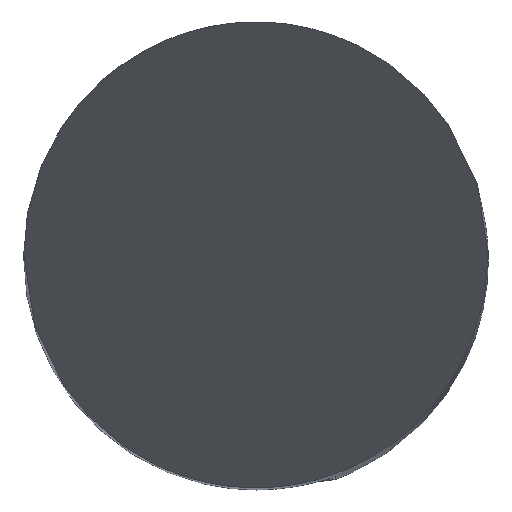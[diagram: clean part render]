
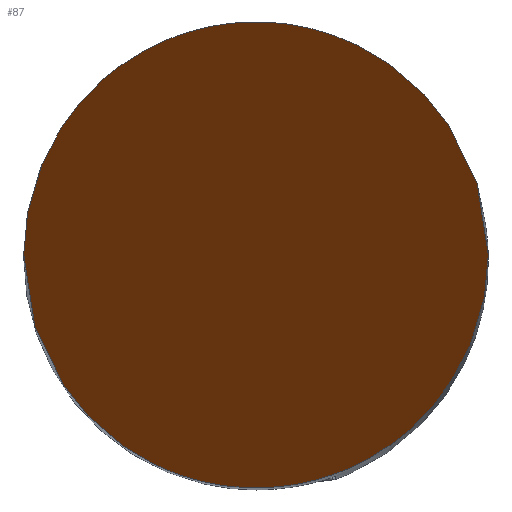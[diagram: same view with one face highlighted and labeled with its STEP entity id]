
A CAD part, top view. The second image highlights one B-rep face of the part: STEP entity #87.
In plain terms, the highlighted planar face has unit normal (0, -0.866, 0.5).
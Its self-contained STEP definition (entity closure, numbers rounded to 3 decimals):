
#67=PLANE('',#579);
#87=ADVANCED_FACE('',(#124),#67,.T.);
#124=FACE_OUTER_BOUND('',#153,.T.);
#153=EDGE_LOOP('',(#315,#316));
#315=ORIENTED_EDGE('',*,*,#465,.T.);
#316=ORIENTED_EDGE('',*,*,#456,.T.);
#405=VERTEX_POINT('',#903);
#406=VERTEX_POINT('',#904);
#456=EDGE_CURVE('',#405,#406,#517,.T.);
#465=EDGE_CURVE('',#406,#405,#520,.T.);
#517=(
BOUNDED_CURVE()
B_SPLINE_CURVE(3,(#899,#900,#901,#902),.UNSPECIFIED.,.F.,.F.)
B_SPLINE_CURVE_WITH_KNOTS((4,4),(0.,1.),.UNSPECIFIED.)
CURVE()
GEOMETRIC_REPRESENTATION_ITEM()
RATIONAL_B_SPLINE_CURVE((1.,0.333,0.333,1.))
REPRESENTATION_ITEM('')
);
#520=(
BOUNDED_CURVE()
B_SPLINE_CURVE(3,(#932,#933,#934,#935),.UNSPECIFIED.,.F.,.F.)
B_SPLINE_CURVE_WITH_KNOTS((4,4),(0.,1.),.UNSPECIFIED.)
CURVE()
GEOMETRIC_REPRESENTATION_ITEM()
RATIONAL_B_SPLINE_CURVE((1.,0.333,0.333,1.))
REPRESENTATION_ITEM('')
);
#579=AXIS2_PLACEMENT_3D('',#1014,#655,#656);
#655=DIRECTION('',(0.,-0.866,0.5));
#656=DIRECTION('',(0.,0.5,0.866));
#899=CARTESIAN_POINT('',(3.,0.,0.));
#900=CARTESIAN_POINT('',(3.,6.,10.392));
#901=CARTESIAN_POINT('',(-3.,6.,10.392));
#902=CARTESIAN_POINT('',(-3.,0.,0.));
#903=CARTESIAN_POINT('',(3.,0.,0.));
#904=CARTESIAN_POINT('',(-3.,0.,0.));
#932=CARTESIAN_POINT('',(-3.,0.,0.));
#933=CARTESIAN_POINT('',(-3.,-6.,-10.392));
#934=CARTESIAN_POINT('',(3.,-6.,-10.392));
#935=CARTESIAN_POINT('',(3.,0.,0.));
#1014=CARTESIAN_POINT('',(-70.162,3.,5.196));
